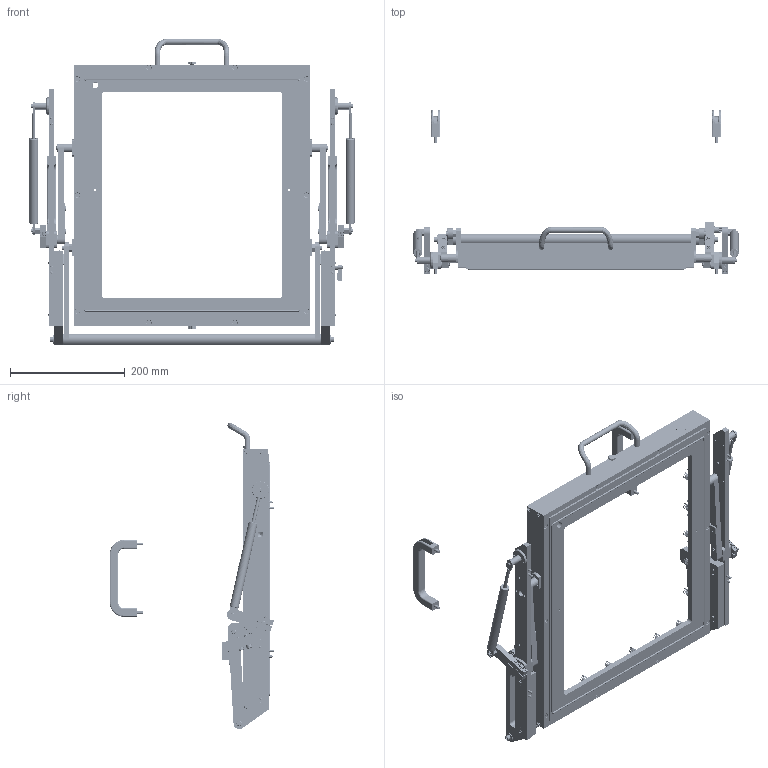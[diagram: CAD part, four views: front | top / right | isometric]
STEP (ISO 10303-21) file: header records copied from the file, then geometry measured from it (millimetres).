
FILE_DESCRIPTION (( 'STEP AP214' ), '1' );
FILE_NAME ('INGUN_31291.STEP', '2024-12-12T15:22:04', ( '' ), ( '' ), 'SwSTEP 2.0', 'SolidWorks 2023', '' );
FILE_SCHEMA (( 'AUTOMOTIVE_DESIGN' ));
Length unit declared in the file: millimetre
Products named in the file (68): DIN6325~n_04,0m6x020; DIN912~n_M05,0x016; 115141_Körper~0; 115141~0_offen<S>; 18022~1; 18020~2; 10770_1~0; 114607~0_S; 17979~0; 20491~2; 17978~0; 1581~1; 115343~0_S; DIN7991~n_M05,0x016; 115141_Mutter~0; 43014~2; DIN912~n_M04,0x016; 4822~0; DIN912~n_M04,0x035; 18082~2_S; 115342~0_S; Gewindebuchse~n_M04-07,5 offen; DIN7991~n_M04,0x018; DIN6325~n_03,0m6x020; 17373~1; 17385~1; 17974~16; 18025~0; 16110~0; 17374~0; 35334~0_S; DIN912~n_M04,0x012; DIN912~n_M05,0x040; 18024~5; DIN914~n_M05,0x10; 10770~1; DIN912~n_M04,0x008; 17691~0; 17372~0; 17976~4 ...
Assembly tree (217 placements, depth 4):
  INGUN_31291
    17974~16
      17975~4
      17976~4
      17977~0
      17978~0
      115343~0_S
      17385~1  x2
      17379~1  x2
      17691~0  x4
      17536~0  x4
      18406~1  x2
      17382~1  x2
      17372~0  x2
      17373~1  x2
      20491~2  x2
      17979~0
      18407~2  x2
      43014~2  x2
      10770~1
        10770_1~0
        10770_2~0
      10770~1
        10770_1~0
        10770_2~0
      115342~0_S  x2
      8577~1
      115141~0_offen<S>
        115141_Körper~0
        115141_Hebel~0
        115141_Mutter~0
      35334~0_S  x6
      16110~0  x2
      18024~5
      18082~2_S
        18020~2
        18021~2
        18022~1
        18023~1
        DIN912~n_M04,0x012  x8
        Gewindebuchse~n_M04-07,5 offen  x2
      18025~0  x2
      17377~1  x2
      18680~0  x2
      1581~1  x22
      4822~0  x2
      17374~0  x2
      5107~1_ZSK-17974 1,55 m<Standard>
      3291~0  x2
      DIN_6799_-_A2~n_d 7  x4
      DIN6325~n_04,0m6x012  x26
      DIN125~n_05,3 M05,0 Fase  x2
      DIN912~n_M05,0x040  x2
      DIN6325~n_03,0m6x020  x6
      DIN_6799_-_A2~n_d 5  x4
      DIN912~n_M04,0x008  x6
      DIN912~n_M05,0x016  x4
      DIN7991~n_M04,0x012  x14
      DIN6325~n_04,0m6x020  x4
      DIN912~n_M04,0x016  x4
Bounding box: 567.7 x 287 x 534.2 mm (x, y, z)
Volume: 2436455.9 mm3; surface area: 873270.2 mm2
Topology: 212 solids, 212 shells, 6433 faces, 15884 edges, 10218 vertices
Faces by surface type: cylinder 2874, plane 2160, cone 849, bspline 328, sphere 168, torus 54
Entity records: 95915 total; most frequent: CARTESIAN_POINT 26488, DIRECTION 14613, ORIENTED_EDGE 13402, EDGE_CURVE 6701, AXIS2_PLACEMENT_3D 5683, VERTEX_POINT 4340, EDGE_LOOP 3307, LINE 3247
